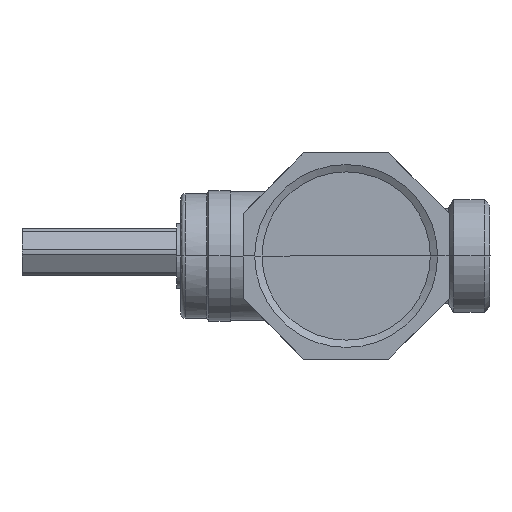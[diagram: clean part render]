
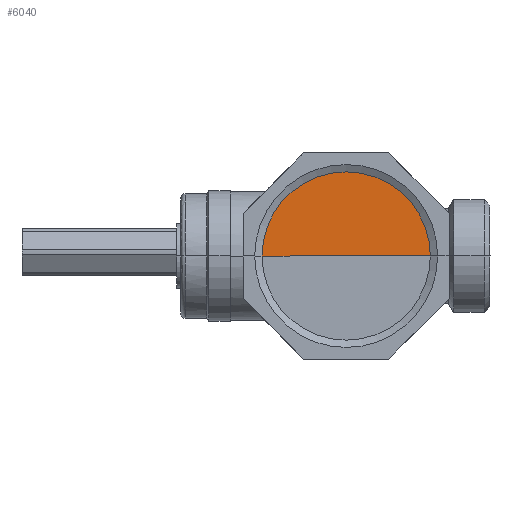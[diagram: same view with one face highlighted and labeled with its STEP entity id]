
A CAD part, left-side view. The second image highlights one B-rep face of the part: STEP entity #6040.
In plain terms, the highlighted planar face has unit normal (-1, 0, 0).
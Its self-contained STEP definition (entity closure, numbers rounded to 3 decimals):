
#500=CIRCLE($,#6604,21.25);
#972=FACE_OUTER_BOUND($,#1343,.T.);
#1343=EDGE_LOOP($,(#4839,#4840,#4841));
#1760=LINE($,#10080,#2208);
#1761=LINE($,#10081,#2209);
#2208=VECTOR($,#7913,21.25);
#2209=VECTOR($,#7914,21.25);
#2714=VERTEX_POINT($,#10076);
#2715=VERTEX_POINT($,#10077);
#2716=VERTEX_POINT($,#10079);
#3451=EDGE_CURVE($,#2714,#2715,#500,.T.);
#3452=EDGE_CURVE($,#2716,#2714,#1760,.T.);
#3453=EDGE_CURVE($,#2715,#2716,#1761,.T.);
#4839=ORIENTED_EDGE($,*,*,#3451,.F.);
#4840=ORIENTED_EDGE($,*,*,#3452,.F.);
#4841=ORIENTED_EDGE($,*,*,#3453,.F.);
#5763=PLANE($,#6603);
#6040=ADVANCED_FACE($,(#972),#5763,.F.);
#6603=AXIS2_PLACEMENT_3D($,#10075,#7909,#7910);
#6604=AXIS2_PLACEMENT_3D($,#10078,#7911,#7912);
#7909=DIRECTION('center_axis',(1.,0.,0.));
#7910=DIRECTION('ref_axis',(0.,-1.,0.));
#7911=DIRECTION('center_axis',(1.,0.,0.));
#7912=DIRECTION('ref_axis',(0.,-1.,0.));
#7913=DIRECTION($,(0.,1.,0.));
#7914=DIRECTION($,(0.,1.,0.));
#10075=CARTESIAN_POINT('Origin',(-82.,0.,0.));
#10076=CARTESIAN_POINT('',(-82.,21.25,0.));
#10077=CARTESIAN_POINT('',(-82.,-21.25,0.));
#10078=CARTESIAN_POINT('Origin',(-82.,0.,0.));
#10079=CARTESIAN_POINT('',(-82.,0.,0.));
#10080=CARTESIAN_POINT($,(-82.,0.,0.));
#10081=CARTESIAN_POINT($,(-82.,-21.25,0.));
